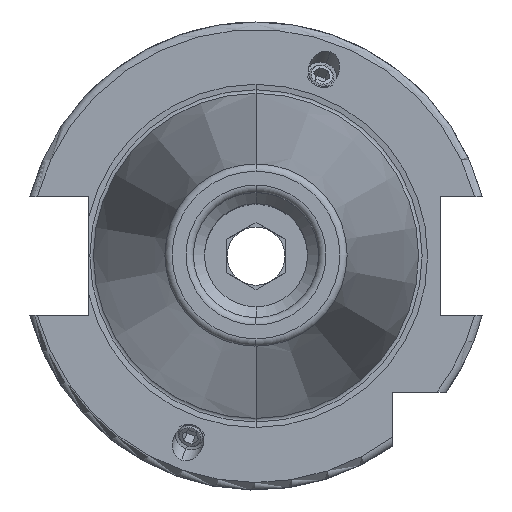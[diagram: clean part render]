
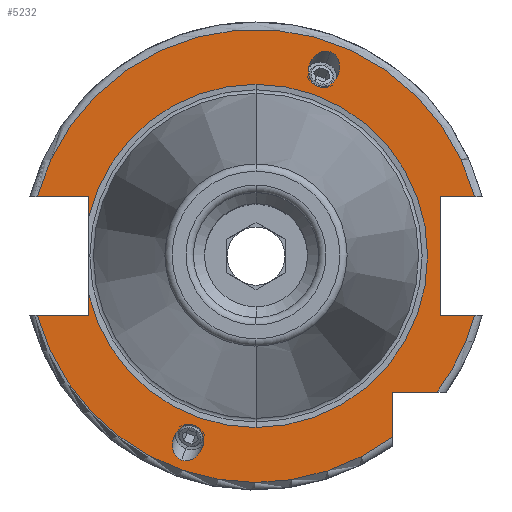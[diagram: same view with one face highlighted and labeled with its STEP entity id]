
A CAD part, top view. The second image highlights one B-rep face of the part: STEP entity #5232.
In plain terms, the highlighted planar face has unit normal (0, 0, 1).
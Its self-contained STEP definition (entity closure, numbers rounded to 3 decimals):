
#603=CARTESIAN_POINT('',(0,0,18.1));
#604=DIRECTION('',(0,0,1));
#605=DIRECTION('',(0,1,0));
#606=AXIS2_PLACEMENT_3D('',#603,#604,#605);
#616=CARTESIAN_POINT('',(0,0,18.1));
#617=DIRECTION('',(0,0,1));
#618=DIRECTION('',(-0.974,-0.227,0));
#619=AXIS2_PLACEMENT_3D('',#616,#617,#618);
#1684=DIRECTION('',(1,0,0));
#1685=VECTOR('',#1684,7.004);
#1686=CARTESIAN_POINT('',(-29.704,-8.05,18.1));
#1687=LINE('',#1686,#1685);
#1688=DIRECTION('',(0,1,0));
#1689=VECTOR('',#1688,2.753);
#1690=CARTESIAN_POINT('',(-22.7,-8.05,18.1));
#1691=LINE('',#1690,#1689);
#1692=DIRECTION('',(0,1,0));
#1693=VECTOR('',#1692,2.753);
#1694=CARTESIAN_POINT('',(-22.7,5.297,18.1));
#1695=LINE('',#1694,#1693);
#1696=DIRECTION('',(1,0,0));
#1697=VECTOR('',#1696,7.004);
#1698=CARTESIAN_POINT('',(-29.704,8.05,18.1));
#1699=LINE('',#1698,#1697);
#1700=DIRECTION('',(-1,0,0));
#1701=VECTOR('',#1700,4.704);
#1702=CARTESIAN_POINT('',(29.704,8.05,18.1));
#1703=LINE('',#1702,#1701);
#1704=DIRECTION('',(0,-1,0));
#1705=VECTOR('',#1704,16.1);
#1706=CARTESIAN_POINT('',(25,8.05,18.1));
#1707=LINE('',#1706,#1705);
#1708=DIRECTION('',(-1,0,0));
#1709=VECTOR('',#1708,4.704);
#1710=CARTESIAN_POINT('',(29.704,-8.05,18.1));
#1711=LINE('',#1710,#1709);
#1712=CARTESIAN_POINT('',(0,0,18.1));
#1713=DIRECTION('',(0,0,1));
#1714=DIRECTION('',(0.799,-0.601,0));
#1715=AXIS2_PLACEMENT_3D('',#1712,#1713,#1714);
#1717=DIRECTION('',(-1,0,0));
#1718=VECTOR('',#1717,6.094);
#1719=CARTESIAN_POINT('',(24.594,-18.5,18.1));
#1720=LINE('',#1719,#1718);
#1721=DIRECTION('',(0,1,0));
#1722=VECTOR('',#1721,6.094);
#1723=CARTESIAN_POINT('',(18.5,-24.594,18.1));
#1724=LINE('',#1723,#1722);
#1725=CARTESIAN_POINT('',(10.09,27.723,18.1));
#1726=CARTESIAN_POINT('',(9.863,27.806,18.1));
#1727=CARTESIAN_POINT('',(9.337,27.884,18.1));
#1728=CARTESIAN_POINT('',(8.455,27.594,18.1));
#1729=CARTESIAN_POINT('',(7.834,27.033,18.1));
#1730=CARTESIAN_POINT('',(7.483,26.49,18.1));
#1731=CARTESIAN_POINT('',(7.298,26.077,18.1));
#1732=CARTESIAN_POINT('',(7.174,25.641,18.1));
#1733=CARTESIAN_POINT('',(7.094,25.,18.1));
#1734=CARTESIAN_POINT('',(7.208,24.17,18.1));
#1735=CARTESIAN_POINT('',(7.698,23.381,18.1));
#1736=CARTESIAN_POINT('',(8.152,23.103,18.1));
#1737=CARTESIAN_POINT('',(8.379,23.02,18.1));
#1739=CARTESIAN_POINT('',(8.379,23.02,18.1));
#1740=CARTESIAN_POINT('',(8.606,22.937,18.1));
#1741=CARTESIAN_POINT('',(9.133,22.859,18.1));
#1742=CARTESIAN_POINT('',(10.014,23.149,18.1));
#1743=CARTESIAN_POINT('',(10.635,23.711,18.1));
#1744=CARTESIAN_POINT('',(10.986,24.253,18.1));
#1745=CARTESIAN_POINT('',(11.171,24.667,18.1));
#1746=CARTESIAN_POINT('',(11.295,25.103,18.1));
#1747=CARTESIAN_POINT('',(11.375,25.744,18.1));
#1748=CARTESIAN_POINT('',(11.261,26.573,18.1));
#1749=CARTESIAN_POINT('',(10.771,27.362,18.1));
#1750=CARTESIAN_POINT('',(10.318,27.641,18.1));
#1751=CARTESIAN_POINT('',(10.09,27.723,18.1));
#1753=CARTESIAN_POINT('',(-10.09,-27.723,18.1));
#1754=CARTESIAN_POINT('',(-10.318,-27.641,18.1));
#1755=CARTESIAN_POINT('',(-10.771,-27.362,18.1));
#1756=CARTESIAN_POINT('',(-11.261,-26.573,18.1));
#1757=CARTESIAN_POINT('',(-11.375,-25.744,18.1));
#1758=CARTESIAN_POINT('',(-11.295,-25.103,18.1));
#1759=CARTESIAN_POINT('',(-11.171,-24.667,18.1));
#1760=CARTESIAN_POINT('',(-10.986,-24.253,18.1));
#1761=CARTESIAN_POINT('',(-10.635,-23.711,18.1));
#1762=CARTESIAN_POINT('',(-10.014,-23.149,18.1));
#1763=CARTESIAN_POINT('',(-9.133,-22.859,18.1));
#1764=CARTESIAN_POINT('',(-8.606,-22.937,18.1));
#1765=CARTESIAN_POINT('',(-8.379,-23.02,18.1));
#1767=CARTESIAN_POINT('',(-8.379,-23.02,18.1));
#1768=CARTESIAN_POINT('',(-8.152,-23.103,18.1));
#1769=CARTESIAN_POINT('',(-7.698,-23.381,18.1));
#1770=CARTESIAN_POINT('',(-7.208,-24.17,18.1));
#1771=CARTESIAN_POINT('',(-7.094,-25.,18.1));
#1772=CARTESIAN_POINT('',(-7.174,-25.641,18.1));
#1773=CARTESIAN_POINT('',(-7.298,-26.077,18.1));
#1774=CARTESIAN_POINT('',(-7.483,-26.49,18.1));
#1775=CARTESIAN_POINT('',(-7.834,-27.033,18.1));
#1776=CARTESIAN_POINT('',(-8.455,-27.594,18.1));
#1777=CARTESIAN_POINT('',(-9.337,-27.884,18.1));
#1778=CARTESIAN_POINT('',(-9.863,-27.806,18.1));
#1779=CARTESIAN_POINT('',(-10.09,-27.723,18.1));
#1781=CARTESIAN_POINT('',(0,0,18.1));
#1782=DIRECTION('',(0,0,-1));
#1783=DIRECTION('',(0,1,0));
#1784=AXIS2_PLACEMENT_3D('',#1781,#1782,#1783);
#1809=CARTESIAN_POINT('',(0,0,18.1));
#1810=DIRECTION('',(0,0,1));
#1811=DIRECTION('',(0.965,0.262,0));
#1812=AXIS2_PLACEMENT_3D('',#1809,#1810,#1811);
#1860=CARTESIAN_POINT('',(0,0,18.1));
#1861=DIRECTION('',(0,0,1));
#1862=DIRECTION('',(-0.965,-0.262,0));
#1863=AXIS2_PLACEMENT_3D('',#1860,#1861,#1862);
#2938=CARTESIAN_POINT('',(-29.704,-8.05,18.1));
#2939=CARTESIAN_POINT('',(-22.7,-8.05,18.1));
#2940=VERTEX_POINT('',#2938);
#2941=VERTEX_POINT('',#2939);
#2942=CARTESIAN_POINT('',(-22.7,-5.297,18.1));
#2943=VERTEX_POINT('',#2942);
#2944=CARTESIAN_POINT('',(-22.7,5.297,18.1));
#2945=CARTESIAN_POINT('',(-22.7,8.05,18.1));
#2946=VERTEX_POINT('',#2944);
#2947=VERTEX_POINT('',#2945);
#2948=CARTESIAN_POINT('',(-29.704,8.05,18.1));
#2949=VERTEX_POINT('',#2948);
#2950=CARTESIAN_POINT('',(25,8.05,18.1));
#2951=CARTESIAN_POINT('',(25,-8.05,18.1));
#2952=VERTEX_POINT('',#2950);
#2953=VERTEX_POINT('',#2951);
#2954=CARTESIAN_POINT('',(29.704,-8.05,18.1));
#2955=VERTEX_POINT('',#2954);
#2956=CARTESIAN_POINT('',(29.704,8.05,18.1));
#2957=VERTEX_POINT('',#2956);
#2958=CARTESIAN_POINT('',(18.5,-24.594,18.1));
#2959=CARTESIAN_POINT('',(18.5,-18.5,18.1));
#2960=VERTEX_POINT('',#2958);
#2961=VERTEX_POINT('',#2959);
#2962=CARTESIAN_POINT('',(24.594,-18.5,18.1));
#2963=VERTEX_POINT('',#2962);
#3010=VERTEX_POINT('',#1725);
#3011=VERTEX_POINT('',#1737);
#3055=CARTESIAN_POINT('',(-10.09,-27.723,18.1));
#3057=VERTEX_POINT('',#3055);
#3058=CARTESIAN_POINT('',(-8.379,-23.02,18.1));
#3059=VERTEX_POINT('',#3058);
#3130=CARTESIAN_POINT('',(0,23.31,18.1));
#3131=VERTEX_POINT('',#3130);
#3132=CARTESIAN_POINT('',(0,-23.31,18.1));
#3133=VERTEX_POINT('',#3132);
#5194=CARTESIAN_POINT('',(0,0,18.1));
#5195=DIRECTION('',(0,0,-1));
#5196=DIRECTION('',(0,-1,0));
#5197=AXIS2_PLACEMENT_3D('',#5194,#5195,#5196);
#5198=PLANE('',#5197);
#5199=ORIENTED_EDGE('',*,*,#4769,.T.);
#5200=ORIENTED_EDGE('',*,*,#4033,.T.);
#5201=ORIENTED_EDGE('',*,*,#4014,.T.);
#5203=ORIENTED_EDGE('',*,*,#5202,.F.);
#5204=ORIENTED_EDGE('',*,*,#4007,.T.);
#5205=ORIENTED_EDGE('',*,*,#4030,.T.);
#5206=ORIENTED_EDGE('',*,*,#4359,.F.);
#5208=ORIENTED_EDGE('',*,*,#5207,.F.);
#5209=ORIENTED_EDGE('',*,*,#5049,.T.);
#5210=ORIENTED_EDGE('',*,*,#5182,.T.);
#5211=ORIENTED_EDGE('',*,*,#4551,.F.);
#5213=ORIENTED_EDGE('',*,*,#5212,.F.);
#5214=ORIENTED_EDGE('',*,*,#4649,.T.);
#5215=ORIENTED_EDGE('',*,*,#4956,.F.);
#5217=ORIENTED_EDGE('',*,*,#5216,.F.);
#5218=EDGE_LOOP('',(#5199,#5200,#5201,#5203,#5204,#5205,#5206,#5208,#5209,#5210,
#5211,#5213,#5214,#5215,#5217));
#5219=FACE_OUTER_BOUND('',#5218,.F.);
#5221=ORIENTED_EDGE('',*,*,#5220,.T.);
#5223=ORIENTED_EDGE('',*,*,#5222,.T.);
#5224=EDGE_LOOP('',(#5221,#5223));
#5225=FACE_BOUND('',#5224,.F.);
#5227=ORIENTED_EDGE('',*,*,#5226,.F.);
#5229=ORIENTED_EDGE('',*,*,#5228,.F.);
#5230=EDGE_LOOP('',(#5227,#5229));
#5231=FACE_BOUND('',#5230,.F.);
#5232=ADVANCED_FACE('',(#5219,#5225,#5231),#5198,.F.);
#607=CIRCLE('',#606,23.31);
#620=CIRCLE('',#619,23.31);
#1716=CIRCLE('',#1715,30.775);
#1738=B_SPLINE_CURVE_WITH_KNOTS('',3,(#1725,#1726,#1727,#1728,#1729,#1730,#1731,
#1732,#1733,#1734,#1735,#1736,#1737),.UNSPECIFIED.,.F.,.F.,(4,1,1,1,1,1,1,1,1,1,
4),(0,0.125,0.25,0.375,0.438,0.5,0.563,0.625,0.75,0.875,
1.0),.UNSPECIFIED.);
#1752=B_SPLINE_CURVE_WITH_KNOTS('',3,(#1739,#1740,#1741,#1742,#1743,#1744,#1745,
#1746,#1747,#1748,#1749,#1750,#1751),.UNSPECIFIED.,.F.,.F.,(4,1,1,1,1,1,1,1,1,1,
4),(0,0.125,0.25,0.375,0.438,0.5,0.563,0.625,0.75,0.875,
1.0),.UNSPECIFIED.);
#1766=B_SPLINE_CURVE_WITH_KNOTS('',3,(#1753,#1754,#1755,#1756,#1757,#1758,#1759,
#1760,#1761,#1762,#1763,#1764,#1765),.UNSPECIFIED.,.F.,.F.,(4,1,1,1,1,1,1,1,1,1,
4),(0,0.125,0.25,0.375,0.438,0.5,0.563,0.625,0.75,0.875,
1.0),.UNSPECIFIED.);
#1780=B_SPLINE_CURVE_WITH_KNOTS('',3,(#1767,#1768,#1769,#1770,#1771,#1772,#1773,
#1774,#1775,#1776,#1777,#1778,#1779),.UNSPECIFIED.,.F.,.F.,(4,1,1,1,1,1,1,1,1,1,
4),(0,0.125,0.25,0.375,0.438,0.5,0.563,0.625,0.75,0.875,
1.0),.UNSPECIFIED.);
#1785=CIRCLE('',#1784,23.31);
#1813=CIRCLE('',#1812,30.775);
#1864=CIRCLE('',#1863,30.775);
#4007=EDGE_CURVE('',#3131,#2946,#607,.T.);
#4014=EDGE_CURVE('',#2943,#3133,#620,.T.);
#4030=EDGE_CURVE('',#2946,#2947,#1695,.T.);
#4033=EDGE_CURVE('',#2941,#2943,#1691,.T.);
#4359=EDGE_CURVE('',#2949,#2947,#1699,.T.);
#4551=EDGE_CURVE('',#2955,#2953,#1711,.T.);
#4649=EDGE_CURVE('',#2963,#2961,#1720,.T.);
#4769=EDGE_CURVE('',#2940,#2941,#1687,.T.);
#4956=EDGE_CURVE('',#2960,#2961,#1724,.T.);
#5049=EDGE_CURVE('',#2957,#2952,#1703,.T.);
#5182=EDGE_CURVE('',#2952,#2953,#1707,.T.);
#5202=EDGE_CURVE('',#3131,#3133,#1785,.T.);
#5207=EDGE_CURVE('',#2957,#2949,#1813,.T.);
#5212=EDGE_CURVE('',#2963,#2955,#1716,.T.);
#5216=EDGE_CURVE('',#2940,#2960,#1864,.T.);
#5220=EDGE_CURVE('',#3010,#3011,#1738,.T.);
#5222=EDGE_CURVE('',#3011,#3010,#1752,.T.);
#5226=EDGE_CURVE('',#3057,#3059,#1766,.T.);
#5228=EDGE_CURVE('',#3059,#3057,#1780,.T.);
